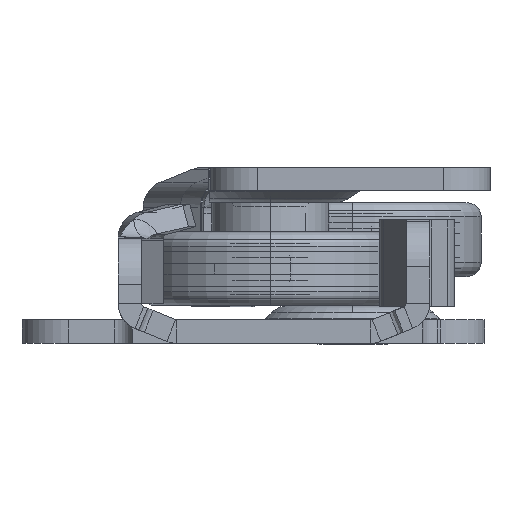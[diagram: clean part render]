
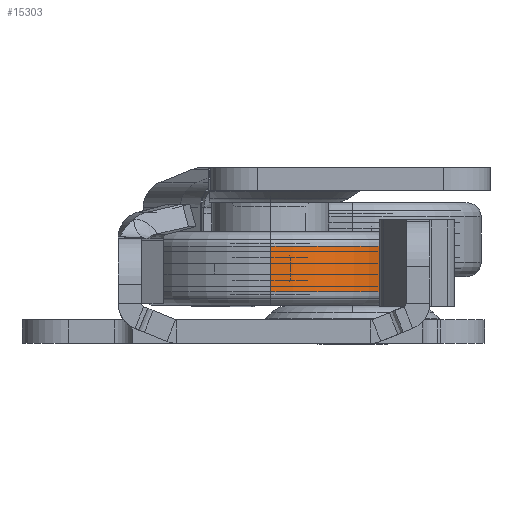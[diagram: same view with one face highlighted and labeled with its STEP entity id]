
A CAD part, left-side view. The second image highlights one B-rep face of the part: STEP entity #15303.
In plain terms, the highlighted cylindrical face has radius 11 mm (diameter 22 mm), a partial arc.
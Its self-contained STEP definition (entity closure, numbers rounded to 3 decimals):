
#1965 = EDGE_LOOP ( 'NONE', ( #5311, #16542, #6419, #5587 ) ) ;
#2833 = CARTESIAN_POINT ( 'NONE',  ( 0., 0., 0. ) ) ;
#4363 = VERTEX_POINT ( 'NONE', #10085 ) ;
#5311 = ORIENTED_EDGE ( 'NONE', *, *, #5425, .T. ) ;
#5425 = EDGE_CURVE ( 'NONE', #7513, #13338, #10952, .T. ) ;
#5494 = CARTESIAN_POINT ( 'NONE',  ( 5.1, 0., 11. ) ) ;
#5587 = ORIENTED_EDGE ( 'NONE', *, *, #18665, .F. ) ;
#6296 = EDGE_CURVE ( 'NONE', #13338, #8276, #7798, .T. ) ;
#6419 = ORIENTED_EDGE ( 'NONE', *, *, #6530, .F. ) ;
#6530 = EDGE_CURVE ( 'NONE', #4363, #8276, #14364, .T. ) ;
#6622 = DIRECTION ( 'NONE',  ( 0., 0., 1. ) ) ;
#7513 = VERTEX_POINT ( 'NONE', #5494 ) ;
#7798 = LINE ( 'NONE', #19726, #13271 ) ;
#7882 = DIRECTION ( 'NONE',  ( 0., 0., 1. ) ) ;
#8276 = VERTEX_POINT ( 'NONE', #11160 ) ;
#8351 = CARTESIAN_POINT ( 'NONE',  ( 5.1, 0., 0. ) ) ;
#9576 = CARTESIAN_POINT ( 'NONE',  ( 5.1, 0., -11. ) ) ;
#10085 = CARTESIAN_POINT ( 'NONE',  ( 1.2, 0., 11. ) ) ;
#10907 = DIRECTION ( 'NONE',  ( -1., 0., 0. ) ) ;
#10952 = CIRCLE ( 'NONE', #11686, 11. ) ;
#11031 = DIRECTION ( 'NONE',  ( 0., 0., 1. ) ) ;
#11160 = CARTESIAN_POINT ( 'NONE',  ( 1.2, 0., -11. ) ) ;
#11416 = FACE_OUTER_BOUND ( 'NONE', #1965, .T. ) ;
#11686 = AXIS2_PLACEMENT_3D ( 'NONE', #8351, #15341, #6622 ) ;
#11812 = AXIS2_PLACEMENT_3D ( 'NONE', #21552, #19748, #11031 ) ;
#13067 = CARTESIAN_POINT ( 'NONE',  ( 0., 0., 11. ) ) ;
#13271 = VECTOR ( 'NONE', #10907, 1000. ) ;
#13338 = VERTEX_POINT ( 'NONE', #9576 ) ;
#14364 = CIRCLE ( 'NONE', #11812, 11. ) ;
#15303 = ADVANCED_FACE ( 'NONE', ( #11416 ), #18519, .T. ) ;
#15341 = DIRECTION ( 'NONE',  ( -1., 0., 0. ) ) ;
#15508 = VECTOR ( 'NONE', #16681, 1000. ) ;
#15892 = AXIS2_PLACEMENT_3D ( 'NONE', #2833, #16688, #7882 ) ;
#16542 = ORIENTED_EDGE ( 'NONE', *, *, #6296, .T. ) ;
#16681 = DIRECTION ( 'NONE',  ( -1., 0., 0. ) ) ;
#16688 = DIRECTION ( 'NONE',  ( -1., 0., 0. ) ) ;
#18519 = CYLINDRICAL_SURFACE ( 'NONE', #15892, 11. ) ;
#18665 = EDGE_CURVE ( 'NONE', #7513, #4363, #18730, .T. ) ;
#18730 = LINE ( 'NONE', #13067, #15508 ) ;
#19726 = CARTESIAN_POINT ( 'NONE',  ( 0., 0., -11. ) ) ;
#19748 = DIRECTION ( 'NONE',  ( -1., 0., 0. ) ) ;
#21552 = CARTESIAN_POINT ( 'NONE',  ( 1.2, 0., 0. ) ) ;
